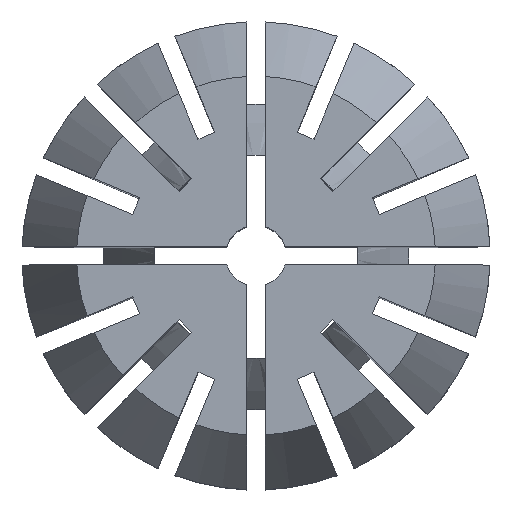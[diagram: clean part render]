
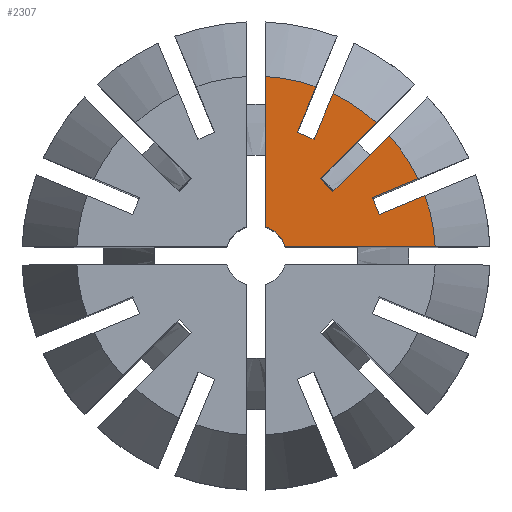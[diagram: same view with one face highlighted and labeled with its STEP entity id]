
A CAD part, top view. The second image highlights one B-rep face of the part: STEP entity #2307.
In plain terms, the highlighted planar face has unit normal (0, 0, 1).
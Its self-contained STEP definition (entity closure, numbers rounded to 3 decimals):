
#32 = DIRECTION ( 'NONE',  ( 0.383, 0.924, 0. ) ) ;
#90 = CARTESIAN_POINT ( 'NONE',  ( 0., 0., 18. ) ) ;
#137 = ORIENTED_EDGE ( 'NONE', *, *, #4443, .F. ) ;
#154 = CIRCLE ( 'NONE', #1244, 0.75 ) ;
#213 = DIRECTION ( 'NONE',  ( 0., 0., -1. ) ) ;
#225 = FACE_OUTER_BOUND ( 'NONE', #5911, .T. ) ;
#228 = DIRECTION ( 'NONE',  ( -1., 0., 0. ) ) ;
#248 = CARTESIAN_POINT ( 'NONE',  ( 1.472, 0.853, 18. ) ) ;
#253 = CARTESIAN_POINT ( 'NONE',  ( 1.766, 3.675, 18. ) ) ;
#279 = AXIS2_PLACEMENT_3D ( 'NONE', #1163, #5661, #228 ) ;
#305 = CIRCLE ( 'NONE', #5440, 4.406 ) ;
#306 = EDGE_CURVE ( 'NONE', #3720, #5219, #6086, .T. ) ;
#308 = EDGE_CURVE ( 'NONE', #4983, #926, #734, .T. ) ;
#327 = EDGE_CURVE ( 'NONE', #3632, #3720, #603, .T. ) ;
#345 = EDGE_CURVE ( 'NONE', #6178, #3632, #1665, .T. ) ;
#397 = CARTESIAN_POINT ( 'NONE',  ( 1.573, 1.892, 18. ) ) ;
#423 = VECTOR ( 'NONE', #3825, 1000. ) ;
#460 = EDGE_CURVE ( 'NONE', #3597, #2092, #1657, .T. ) ;
#513 = AXIS2_PLACEMENT_3D ( 'NONE', #2664, #3129, #3108 ) ;
#536 = VERTEX_POINT ( 'NONE', #4153 ) ;
#567 = DIRECTION ( 'NONE',  ( 0.707, -0.707, 0. ) ) ;
#569 = CIRCLE ( 'NONE', #4227, 4.406 ) ;
#603 = LINE ( 'NONE', #253, #4464 ) ;
#639 = LINE ( 'NONE', #5260, #423 ) ;
#645 = CARTESIAN_POINT ( 'NONE',  ( 3.98, 1.892, 18. ) ) ;
#734 = LINE ( 'NONE', #3272, #4211 ) ;
#787 = DIRECTION ( 'NONE',  ( 0., 0., 1. ) ) ;
#880 = EDGE_CURVE ( 'NONE', #3440, #4983, #5931, .T. ) ;
#926 = VERTEX_POINT ( 'NONE', #5414 ) ;
#983 = VERTEX_POINT ( 'NONE', #645 ) ;
#996 = CARTESIAN_POINT ( 'NONE',  ( 0., 0.225, 18. ) ) ;
#1069 = CARTESIAN_POINT ( 'NONE',  ( 0., 0., 18. ) ) ;
#1081 = CARTESIAN_POINT ( 'NONE',  ( 0.715, 0.225, 18. ) ) ;
#1098 = ORIENTED_EDGE ( 'NONE', *, *, #2702, .F. ) ;
#1163 = CARTESIAN_POINT ( 'NONE',  ( 0., 0., 18. ) ) ;
#1207 = DIRECTION ( 'NONE',  ( 0.383, 0.924, 0. ) ) ;
#1244 = AXIS2_PLACEMENT_3D ( 'NONE', #1310, #787, #2827 ) ;
#1310 = CARTESIAN_POINT ( 'NONE',  ( 0., 0., 18. ) ) ;
#1411 = ORIENTED_EDGE ( 'NONE', *, *, #308, .F. ) ;
#1441 = EDGE_CURVE ( 'NONE', #2092, #3663, #2835, .T. ) ;
#1486 = VECTOR ( 'NONE', #6227, 1000. ) ;
#1490 = CARTESIAN_POINT ( 'NONE',  ( 1.35, 3.847, 18. ) ) ;
#1519 = DIRECTION ( 'NONE',  ( -1., 0., 0. ) ) ;
#1617 = CARTESIAN_POINT ( 'NONE',  ( 3.031, 1.012, 18. ) ) ;
#1643 = VERTEX_POINT ( 'NONE', #5998 ) ;
#1657 = LINE ( 'NONE', #6478, #5116 ) ;
#1665 = LINE ( 'NONE', #2735, #5271 ) ;
#1871 = DIRECTION ( 'NONE',  ( 0., 1., 0. ) ) ;
#1919 = EDGE_CURVE ( 'NONE', #1643, #983, #2118, .T. ) ;
#2072 = DIRECTION ( 'NONE',  ( 0., 0., -1. ) ) ;
#2092 = VERTEX_POINT ( 'NONE', #2409 ) ;
#2112 = LINE ( 'NONE', #4329, #5236 ) ;
#2118 = LINE ( 'NONE', #248, #1486 ) ;
#2216 = ORIENTED_EDGE ( 'NONE', *, *, #880, .F. ) ;
#2307 = ADVANCED_FACE ( 'NONE', ( #225 ), #3687, .T. ) ;
#2345 = VERTEX_POINT ( 'NONE', #6092 ) ;
#2409 = CARTESIAN_POINT ( 'NONE',  ( 0.225, 4.401, 18. ) ) ;
#2501 = EDGE_CURVE ( 'NONE', #3440, #5219, #2112, .T. ) ;
#2543 = CARTESIAN_POINT ( 'NONE',  ( 1.892, 3.98, 18. ) ) ;
#2638 = ORIENTED_EDGE ( 'NONE', *, *, #1441, .F. ) ;
#2664 = CARTESIAN_POINT ( 'NONE',  ( 0., 4.406, 18. ) ) ;
#2702 = EDGE_CURVE ( 'NONE', #536, #2345, #305, .T. ) ;
#2734 = ORIENTED_EDGE ( 'NONE', *, *, #345, .F. ) ;
#2735 = CARTESIAN_POINT ( 'NONE',  ( 1.012, 3.031, 18. ) ) ;
#2827 = DIRECTION ( 'NONE',  ( 1., 0., 0. ) ) ;
#2835 = CIRCLE ( 'NONE', #3715, 4.406 ) ;
#2960 = ORIENTED_EDGE ( 'NONE', *, *, #306, .F. ) ;
#3108 = DIRECTION ( 'NONE',  ( 1., 0., 0. ) ) ;
#3129 = DIRECTION ( 'NONE',  ( 0., 0., 1. ) ) ;
#3195 = DIRECTION ( 'NONE',  ( -1., 0., 0. ) ) ;
#3230 = VECTOR ( 'NONE', #6197, 1000. ) ;
#3240 = ORIENTED_EDGE ( 'NONE', *, *, #2501, .T. ) ;
#3272 = CARTESIAN_POINT ( 'NONE',  ( 2.362, 2.044, 18. ) ) ;
#3277 = ORIENTED_EDGE ( 'NONE', *, *, #6390, .F. ) ;
#3327 = DIRECTION ( 'NONE',  ( 0.707, 0.707, 0. ) ) ;
#3440 = VERTEX_POINT ( 'NONE', #3777 ) ;
#3495 = VECTOR ( 'NONE', #567, 1000. ) ;
#3511 = DIRECTION ( 'NONE',  ( 1., 0., 0. ) ) ;
#3553 = ORIENTED_EDGE ( 'NONE', *, *, #6173, .T. ) ;
#3564 = CARTESIAN_POINT ( 'NONE',  ( 0., 0., 18. ) ) ;
#3597 = VERTEX_POINT ( 'NONE', #5386 ) ;
#3617 = VECTOR ( 'NONE', #3511, 1000. ) ;
#3632 = VERTEX_POINT ( 'NONE', #5431 ) ;
#3663 = VERTEX_POINT ( 'NONE', #4985 ) ;
#3687 = PLANE ( 'NONE',  #513 ) ;
#3692 = ORIENTED_EDGE ( 'NONE', *, *, #4697, .T. ) ;
#3715 = AXIS2_PLACEMENT_3D ( 'NONE', #1069, #213, #3195 ) ;
#3720 = VERTEX_POINT ( 'NONE', #2543 ) ;
#3777 = CARTESIAN_POINT ( 'NONE',  ( 1.573, 1.892, 18. ) ) ;
#3825 = DIRECTION ( 'NONE',  ( 0.924, 0.383, 0. ) ) ;
#3958 = VECTOR ( 'NONE', #32, 1000. ) ;
#4024 = ORIENTED_EDGE ( 'NONE', *, *, #460, .F. ) ;
#4151 = EDGE_CURVE ( 'NONE', #926, #983, #569, .T. ) ;
#4153 = CARTESIAN_POINT ( 'NONE',  ( 4.152, 1.476, 18. ) ) ;
#4185 = DIRECTION ( 'NONE',  ( 0.707, 0.707, 0. ) ) ;
#4204 = CARTESIAN_POINT ( 'NONE',  ( 2.859, 1.428, 18. ) ) ;
#4211 = VECTOR ( 'NONE', #4185, 1000. ) ;
#4227 = AXIS2_PLACEMENT_3D ( 'NONE', #90, #2072, #6034 ) ;
#4329 = CARTESIAN_POINT ( 'NONE',  ( 2.044, 2.362, 18. ) ) ;
#4336 = LINE ( 'NONE', #996, #3617 ) ;
#4443 = EDGE_CURVE ( 'NONE', #5013, #536, #639, .T. ) ;
#4464 = VECTOR ( 'NONE', #1207, 1000. ) ;
#4537 = ORIENTED_EDGE ( 'NONE', *, *, #6364, .F. ) ;
#4697 = EDGE_CURVE ( 'NONE', #6178, #3663, #5282, .T. ) ;
#4776 = VERTEX_POINT ( 'NONE', #1081 ) ;
#4874 = ORIENTED_EDGE ( 'NONE', *, *, #4151, .F. ) ;
#4983 = VERTEX_POINT ( 'NONE', #5161 ) ;
#4985 = CARTESIAN_POINT ( 'NONE',  ( 1.476, 4.152, 18. ) ) ;
#5013 = VERTEX_POINT ( 'NONE', #1617 ) ;
#5116 = VECTOR ( 'NONE', #1871, 1000. ) ;
#5161 = CARTESIAN_POINT ( 'NONE',  ( 1.892, 1.573, 18. ) ) ;
#5200 = DIRECTION ( 'NONE',  ( 0.924, -0.383, 0. ) ) ;
#5219 = VERTEX_POINT ( 'NONE', #5915 ) ;
#5236 = VECTOR ( 'NONE', #3327, 1000. ) ;
#5260 = CARTESIAN_POINT ( 'NONE',  ( 1.644, 0.437, 18. ) ) ;
#5271 = VECTOR ( 'NONE', #5200, 1000. ) ;
#5282 = LINE ( 'NONE', #1490, #3958 ) ;
#5386 = CARTESIAN_POINT ( 'NONE',  ( 0.225, 0.715, 18. ) ) ;
#5414 = CARTESIAN_POINT ( 'NONE',  ( 3.271, 2.953, 18. ) ) ;
#5431 = CARTESIAN_POINT ( 'NONE',  ( 1.428, 2.859, 18. ) ) ;
#5437 = CARTESIAN_POINT ( 'NONE',  ( 1.012, 3.031, 18. ) ) ;
#5440 = AXIS2_PLACEMENT_3D ( 'NONE', #3564, #6056, #1519 ) ;
#5661 = DIRECTION ( 'NONE',  ( 0., 0., -1. ) ) ;
#5891 = LINE ( 'NONE', #4204, #3230 ) ;
#5911 = EDGE_LOOP ( 'NONE', ( #3277, #3553, #1098, #137, #4537, #6025, #4874, #1411, #2216, #3240, #2960, #6291, #2734, #3692, #2638, #4024 ) ) ;
#5915 = CARTESIAN_POINT ( 'NONE',  ( 2.953, 3.271, 18. ) ) ;
#5931 = LINE ( 'NONE', #397, #3495 ) ;
#5998 = CARTESIAN_POINT ( 'NONE',  ( 2.859, 1.428, 18. ) ) ;
#6025 = ORIENTED_EDGE ( 'NONE', *, *, #1919, .T. ) ;
#6034 = DIRECTION ( 'NONE',  ( -1., 0., 0. ) ) ;
#6056 = DIRECTION ( 'NONE',  ( 0., 0., -1. ) ) ;
#6086 = CIRCLE ( 'NONE', #279, 4.406 ) ;
#6092 = CARTESIAN_POINT ( 'NONE',  ( 4.401, 0.225, 18. ) ) ;
#6173 = EDGE_CURVE ( 'NONE', #4776, #2345, #4336, .T. ) ;
#6178 = VERTEX_POINT ( 'NONE', #5437 ) ;
#6197 = DIRECTION ( 'NONE',  ( 0.383, -0.924, 0. ) ) ;
#6227 = DIRECTION ( 'NONE',  ( 0.924, 0.383, 0. ) ) ;
#6291 = ORIENTED_EDGE ( 'NONE', *, *, #327, .F. ) ;
#6364 = EDGE_CURVE ( 'NONE', #1643, #5013, #5891, .T. ) ;
#6390 = EDGE_CURVE ( 'NONE', #4776, #3597, #154, .T. ) ;
#6478 = CARTESIAN_POINT ( 'NONE',  ( 0.225, 4.406, 18. ) ) ;
